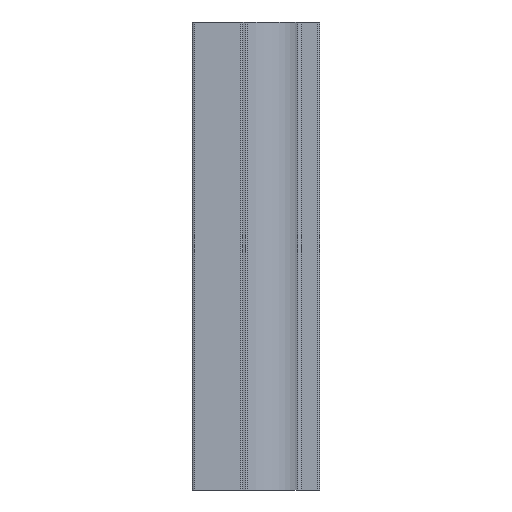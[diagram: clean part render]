
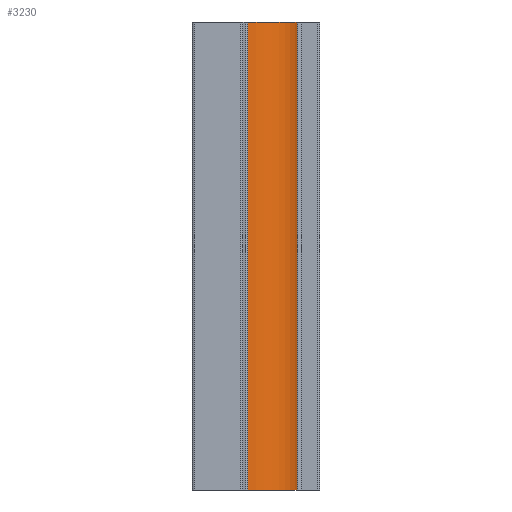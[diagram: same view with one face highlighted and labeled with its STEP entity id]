
A CAD part, left-side view. The second image highlights one B-rep face of the part: STEP entity #3230.
In plain terms, the highlighted cylindrical face has radius 7.1 mm (diameter 14.2 mm), a partial arc.
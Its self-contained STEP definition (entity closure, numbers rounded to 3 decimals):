
#120=CYLINDRICAL_SURFACE('',#3527,7.1);
#263=CIRCLE('',#3528,7.1);
#264=CIRCLE('',#3529,7.1);
#613=ORIENTED_EDGE('',*,*,#1459,.T.);
#614=ORIENTED_EDGE('',*,*,#1460,.F.);
#615=ORIENTED_EDGE('',*,*,#1461,.F.);
#616=ORIENTED_EDGE('',*,*,#1457,.T.);
#1457=EDGE_CURVE('',#1861,#1860,#2119,.T.);
#1459=EDGE_CURVE('',#1860,#1862,#263,.T.);
#1460=EDGE_CURVE('',#1863,#1862,#2120,.T.);
#1461=EDGE_CURVE('',#1861,#1863,#264,.T.);
#1860=VERTEX_POINT('',#5402);
#1861=VERTEX_POINT('',#5404);
#1862=VERTEX_POINT('',#5408);
#1863=VERTEX_POINT('',#5410);
#2119=LINE('',#5403,#2374);
#2120=LINE('',#5409,#2375);
#2374=VECTOR('',#4136,1000.);
#2375=VECTOR('',#4143,1000.);
#2590=EDGE_LOOP('',(#613,#614,#615,#616));
#2881=FACE_BOUND('',#2590,.T.);
#3230=ADVANCED_FACE('',(#2881),#120,.T.);
#3527=AXIS2_PLACEMENT_3D('',#5406,#4139,#4140);
#3528=AXIS2_PLACEMENT_3D('',#5407,#4141,#4142);
#3529=AXIS2_PLACEMENT_3D('',#5411,#4144,#4145);
#4136=DIRECTION('',(0.,0.,-1.));
#4139=DIRECTION('',(0.,0.,-1.));
#4140=DIRECTION('',(-1.,0.,0.));
#4141=DIRECTION('',(0.,0.,1.));
#4142=DIRECTION('',(1.,0.,0.));
#4143=DIRECTION('',(0.,0.,-1.));
#4144=DIRECTION('',(0.,0.,1.));
#4145=DIRECTION('',(1.,0.,0.));
#5402=CARTESIAN_POINT('',(18.368,2.95,0.));
#5403=CARTESIAN_POINT('',(18.368,2.95,61.5));
#5404=CARTESIAN_POINT('',(18.368,2.95,61.5));
#5406=CARTESIAN_POINT('',(16.5,9.8,61.5));
#5407=CARTESIAN_POINT('',(16.5,9.8,0.));
#5408=CARTESIAN_POINT('',(23.594,9.516,0.));
#5409=CARTESIAN_POINT('',(23.594,9.516,61.5));
#5410=CARTESIAN_POINT('',(23.594,9.516,61.5));
#5411=CARTESIAN_POINT('',(16.5,9.8,61.5));
